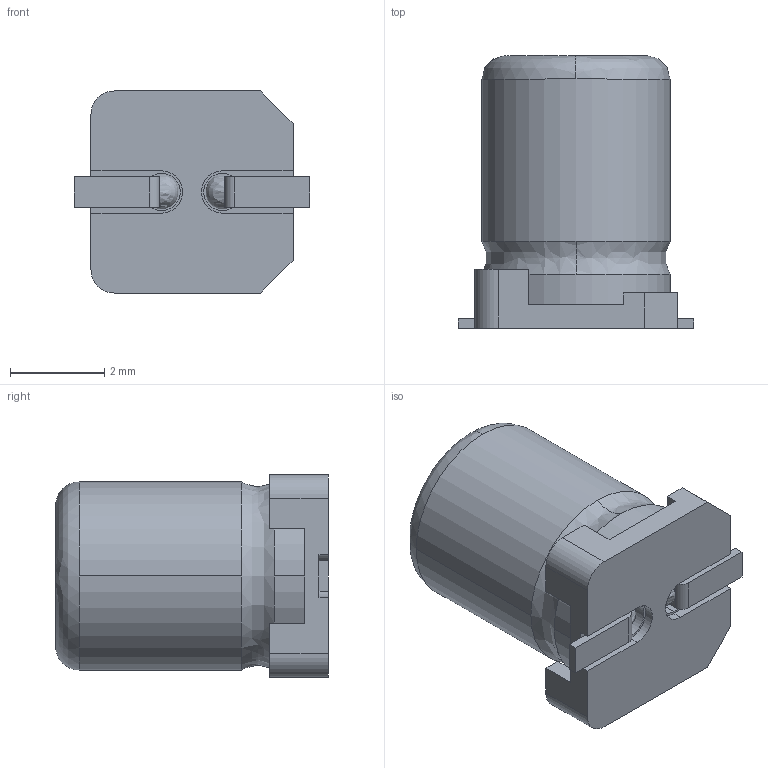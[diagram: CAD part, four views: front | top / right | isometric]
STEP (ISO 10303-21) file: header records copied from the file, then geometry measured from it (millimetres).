
FILE_DESCRIPTION (( 'STEP AP214' ), '1' );
FILE_NAME ('EEEHP1V2R2R.STEP', '2021-07-07T16:56:47', ( '' ), ( '' ), 'SwSTEP 2.0', 'SolidWorks 2017', '' );
FILE_SCHEMA (( 'AUTOMOTIVE_DESIGN' ));
Length unit declared in the file: millimetre
Products named in the file (1): EEEHP1V2R2R
Bounding box: 5 x 5.8 x 4.3 mm (x, y, z)
Volume: 76.3 mm3; surface area: 153.5 mm2
Topology: 4 solids, 4 shells, 81 faces, 219 edges, 142 vertices
Faces by surface type: plane 50, cylinder 23, bspline 8
Entity records: 3609 total; most frequent: CARTESIAN_POINT 612, ORIENTED_EDGE 430, DIRECTION 424, EDGE_CURVE 215, VERTEX_POINT 142, AXIS2_PLACEMENT_3D 142, VECTOR 140, LINE 140
